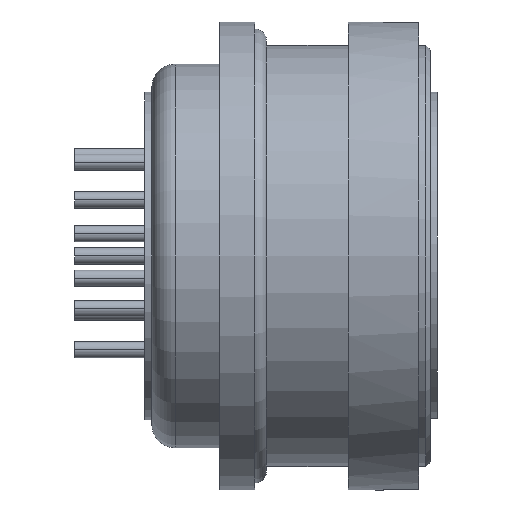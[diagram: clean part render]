
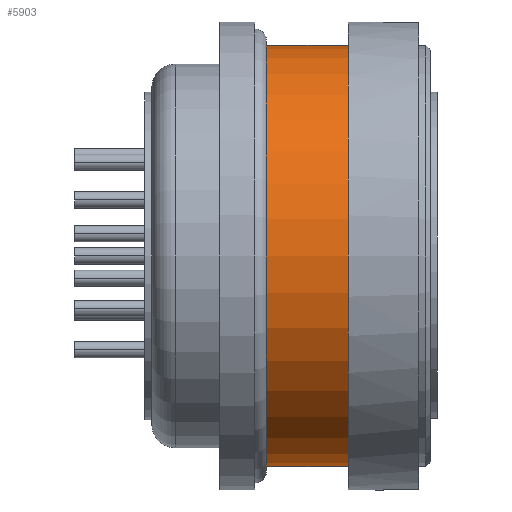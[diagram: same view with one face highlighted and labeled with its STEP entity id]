
A CAD part, left-side view. The second image highlights one B-rep face of the part: STEP entity #5903.
In plain terms, the highlighted cylindrical face has radius 9 mm (diameter 18 mm), a partial arc.
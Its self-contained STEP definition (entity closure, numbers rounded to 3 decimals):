
#209=CARTESIAN_POINT('',(0.0,-5.158,9.));
#210=VERTEX_POINT('',#209);
#220=CARTESIAN_POINT('',(0.,-5.158,-9.));
#221=VERTEX_POINT('',#220);
#253=CARTESIAN_POINT('',(0.0,-8.7,9.));
#254=VERTEX_POINT('',#253);
#255=CARTESIAN_POINT('',(0.0,-8.7,9.));
#256=DIRECTION('',(0.0,1.0,0.0));
#257=VECTOR('',#256,3.542);
#258=LINE('',#255,#257);
#259=EDGE_CURVE('',#254,#210,#258,.T.);
#261=CARTESIAN_POINT('',(0.,-8.7,-9.));
#262=VERTEX_POINT('',#261);
#270=CARTESIAN_POINT('',(0.,-5.158,-9.));
#271=DIRECTION('',(0.0,-1.0,0.0));
#272=VECTOR('',#271,3.542);
#273=LINE('',#270,#272);
#274=EDGE_CURVE('',#221,#262,#273,.T.);
#5876=CARTESIAN_POINT('',(0.0,-8.7,0.));
#5877=DIRECTION('',(0.0,1.0,0.0));
#5878=DIRECTION('',(0.0,0.0,1.0));
#5879=AXIS2_PLACEMENT_3D('',#5876,#5877,#5878);
#5880=CIRCLE('',#5879,9.);
#5881=EDGE_CURVE('',#262,#254,#5880,.T.);
#5886=CARTESIAN_POINT('',(0.0,-6.929,0.));
#5887=DIRECTION('',(0.0,1.0,0.));
#5888=DIRECTION('',(0.0,0.0,1.0));
#5889=AXIS2_PLACEMENT_3D('',#5886,#5887,#5888);
#5890=CYLINDRICAL_SURFACE('',#5889,9.);
#5891=ORIENTED_EDGE('',*,*,#259,.T.);
#5892=CARTESIAN_POINT('',(0.0,-5.158,0.));
#5893=DIRECTION('',(0.0,1.0,0.0));
#5894=DIRECTION('',(0.0,0.0,1.0));
#5895=AXIS2_PLACEMENT_3D('',#5892,#5893,#5894);
#5896=CIRCLE('',#5895,9.);
#5897=EDGE_CURVE('',#221,#210,#5896,.T.);
#5898=ORIENTED_EDGE('',*,*,#5897,.F.);
#5899=ORIENTED_EDGE('',*,*,#274,.T.);
#5900=ORIENTED_EDGE('',*,*,#5881,.T.);
#5901=EDGE_LOOP('',(#5891,#5898,#5899,#5900));
#5902=FACE_OUTER_BOUND('',#5901,.T.);
#5903=ADVANCED_FACE('',(#5902),#5890,.T.);
